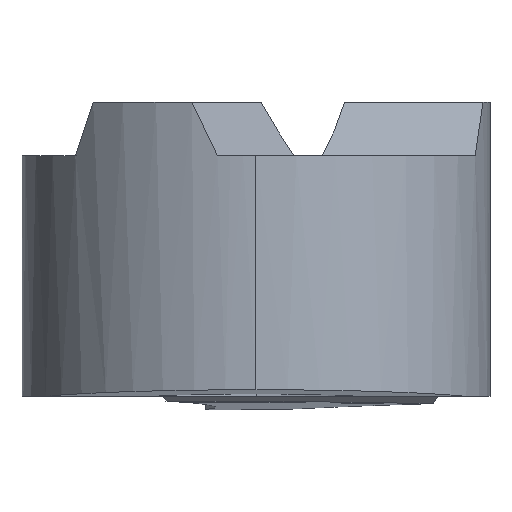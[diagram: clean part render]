
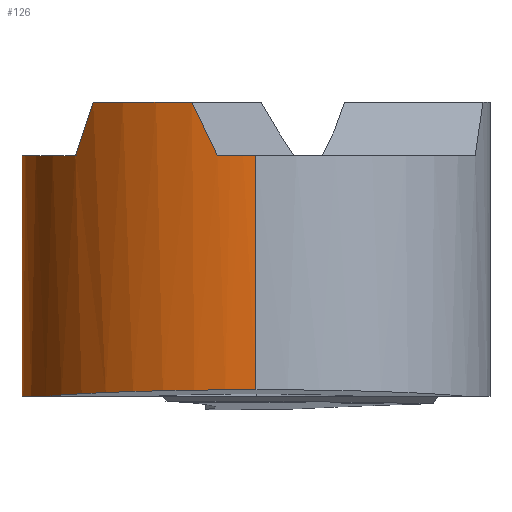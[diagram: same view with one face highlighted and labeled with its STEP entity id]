
A CAD part, left-side view. The second image highlights one B-rep face of the part: STEP entity #126.
In plain terms, the highlighted cylindrical face has radius 3.5 mm (diameter 7 mm), a partial arc.
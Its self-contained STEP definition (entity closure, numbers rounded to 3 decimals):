
#45=CYLINDRICAL_SURFACE('',#866,3.5);
#56=(
BOUNDED_CURVE()
B_SPLINE_CURVE(3,(#1315,#1316,#1317,#1318),.UNSPECIFIED.,.F.,.F.)
B_SPLINE_CURVE_WITH_KNOTS((4,4),(0.,1.),.UNSPECIFIED.)
CURVE()
GEOMETRIC_REPRESENTATION_ITEM()
RATIONAL_B_SPLINE_CURVE((1.,0.899,0.899,1.))
REPRESENTATION_ITEM('')
);
#57=(
BOUNDED_CURVE()
B_SPLINE_CURVE(3,(#1325,#1326,#1327,#1328),.UNSPECIFIED.,.F.,.F.)
B_SPLINE_CURVE_WITH_KNOTS((4,4),(0.,1.),.UNSPECIFIED.)
CURVE()
GEOMETRIC_REPRESENTATION_ITEM()
RATIONAL_B_SPLINE_CURVE((1.,0.999,0.999,1.))
REPRESENTATION_ITEM('')
);
#58=(
BOUNDED_CURVE()
B_SPLINE_CURVE(3,(#1332,#1333,#1334,#1335),.UNSPECIFIED.,.F.,.F.)
B_SPLINE_CURVE_WITH_KNOTS((4,4),(0.,1.),.UNSPECIFIED.)
CURVE()
GEOMETRIC_REPRESENTATION_ITEM()
RATIONAL_B_SPLINE_CURVE((1.,0.999,0.999,1.))
REPRESENTATION_ITEM('')
);
#59=(
BOUNDED_CURVE()
B_SPLINE_CURVE(3,(#1339,#1340,#1341,#1342),.UNSPECIFIED.,.F.,.F.)
B_SPLINE_CURVE_WITH_KNOTS((4,4),(0.,1.),.UNSPECIFIED.)
CURVE()
GEOMETRIC_REPRESENTATION_ITEM()
RATIONAL_B_SPLINE_CURVE((1.,0.999,0.999,1.))
REPRESENTATION_ITEM('')
);
#92=CIRCLE('',#861,3.5);
#93=CIRCLE('',#862,3.5);
#94=CIRCLE('',#863,3.5);
#95=CIRCLE('',#864,3.5);
#96=CIRCLE('',#865,3.5);
#126=ADVANCED_FACE('',(#191),#45,.T.);
#191=FACE_OUTER_BOUND('',#234,.T.);
#234=EDGE_LOOP('',(#397,#398,#399,#400,#401,#402,#403,#404,#405,#406,#407));
#280=LINE('',#1321,#321);
#281=LINE('',#1346,#322);
#321=VECTOR('',#978,1.);
#322=VECTOR('',#987,1.);
#397=ORIENTED_EDGE('',*,*,#703,.T.);
#398=ORIENTED_EDGE('',*,*,#704,.T.);
#399=ORIENTED_EDGE('',*,*,#705,.T.);
#400=ORIENTED_EDGE('',*,*,#706,.F.);
#401=ORIENTED_EDGE('',*,*,#707,.F.);
#402=ORIENTED_EDGE('',*,*,#708,.F.);
#403=ORIENTED_EDGE('',*,*,#709,.T.);
#404=ORIENTED_EDGE('',*,*,#710,.F.);
#405=ORIENTED_EDGE('',*,*,#711,.F.);
#406=ORIENTED_EDGE('',*,*,#712,.F.);
#407=ORIENTED_EDGE('',*,*,#713,.T.);
#619=VERTEX_POINT('',#1319);
#620=VERTEX_POINT('',#1320);
#621=VERTEX_POINT('',#1322);
#622=VERTEX_POINT('',#1324);
#623=VERTEX_POINT('',#1329);
#624=VERTEX_POINT('',#1331);
#625=VERTEX_POINT('',#1336);
#626=VERTEX_POINT('',#1338);
#627=VERTEX_POINT('',#1343);
#628=VERTEX_POINT('',#1345);
#629=VERTEX_POINT('',#1347);
#703=EDGE_CURVE('',#619,#620,#56,.T.);
#704=EDGE_CURVE('',#620,#621,#280,.T.);
#705=EDGE_CURVE('',#621,#622,#92,.T.);
#706=EDGE_CURVE('',#623,#622,#57,.T.);
#707=EDGE_CURVE('',#624,#623,#93,.T.);
#708=EDGE_CURVE('',#625,#624,#58,.T.);
#709=EDGE_CURVE('',#625,#626,#94,.T.);
#710=EDGE_CURVE('',#627,#626,#59,.T.);
#711=EDGE_CURVE('',#628,#627,#95,.T.);
#712=EDGE_CURVE('',#629,#628,#281,.T.);
#713=EDGE_CURVE('',#629,#619,#96,.T.);
#861=AXIS2_PLACEMENT_3D('',#1323,#979,#980);
#862=AXIS2_PLACEMENT_3D('',#1330,#981,#982);
#863=AXIS2_PLACEMENT_3D('',#1337,#983,#984);
#864=AXIS2_PLACEMENT_3D('',#1344,#985,#986);
#865=AXIS2_PLACEMENT_3D('',#1348,#988,#989);
#866=AXIS2_PLACEMENT_3D('',#1349,#990,#991);
#978=DIRECTION('',(0.,0.,1.));
#979=DIRECTION('',(0.,0.,-1.));
#980=DIRECTION('',(-1.,0.,0.));
#981=DIRECTION('',(0.,0.,1.));
#982=DIRECTION('',(-1.,0.,0.));
#983=DIRECTION('',(0.,0.,-1.));
#984=DIRECTION('',(-1.,0.,0.));
#985=DIRECTION('',(0.,0.,1.));
#986=DIRECTION('',(-1.,0.,0.));
#987=DIRECTION('',(0.,0.,1.));
#988=DIRECTION('',(0.,0.,1.));
#989=DIRECTION('',(-1.,0.,0.));
#990=DIRECTION('',(0.,0.,1.));
#991=DIRECTION('',(-1.,0.,0.));
#1315=CARTESIAN_POINT('',(-1.535,3.146,-3.6));
#1316=CARTESIAN_POINT('',(-2.771,2.542,-3.537));
#1317=CARTESIAN_POINT('',(-3.5,1.376,-3.5));
#1318=CARTESIAN_POINT('',(-3.5,0.,-3.5));
#1319=CARTESIAN_POINT('',(-1.535,3.146,-3.6));
#1320=CARTESIAN_POINT('',(-3.5,0.,-3.5));
#1321=CARTESIAN_POINT('',(-3.5,0.,-4.075));
#1322=CARTESIAN_POINT('',(-3.5,0.,0.));
#1323=CARTESIAN_POINT('',(0.,0.,0.));
#1324=CARTESIAN_POINT('',(-3.452,0.577,0.));
#1325=CARTESIAN_POINT('',(-3.366,0.958,0.8));
#1326=CARTESIAN_POINT('',(-3.402,0.833,0.529));
#1327=CARTESIAN_POINT('',(-3.431,0.705,0.262));
#1328=CARTESIAN_POINT('',(-3.452,0.577,0.));
#1329=CARTESIAN_POINT('',(-3.366,0.958,0.8));
#1330=CARTESIAN_POINT('',(0.,0.,0.8));
#1331=CARTESIAN_POINT('',(-2.513,2.436,0.8));
#1332=CARTESIAN_POINT('',(-2.226,2.701,0.));
#1333=CARTESIAN_POINT('',(-2.326,2.618,0.262));
#1334=CARTESIAN_POINT('',(-2.422,2.53,0.529));
#1335=CARTESIAN_POINT('',(-2.513,2.436,0.8));
#1336=CARTESIAN_POINT('',(-2.226,2.701,0.));
#1337=CARTESIAN_POINT('',(0.,0.,0.));
#1338=CARTESIAN_POINT('',(2.226,2.701,0.));
#1339=CARTESIAN_POINT('',(2.513,2.436,0.8));
#1340=CARTESIAN_POINT('',(2.422,2.53,0.529));
#1341=CARTESIAN_POINT('',(2.326,2.618,0.262));
#1342=CARTESIAN_POINT('',(2.226,2.701,0.));
#1343=CARTESIAN_POINT('',(2.513,2.436,0.8));
#1344=CARTESIAN_POINT('',(0.,0.,0.8));
#1345=CARTESIAN_POINT('',(2.774,2.134,0.8));
#1346=CARTESIAN_POINT('',(2.774,2.134,-4.075));
#1347=CARTESIAN_POINT('',(2.774,2.134,-3.6));
#1348=CARTESIAN_POINT('',(0.,0.,-3.6));
#1349=CARTESIAN_POINT('',(0.,0.,-4.075));
